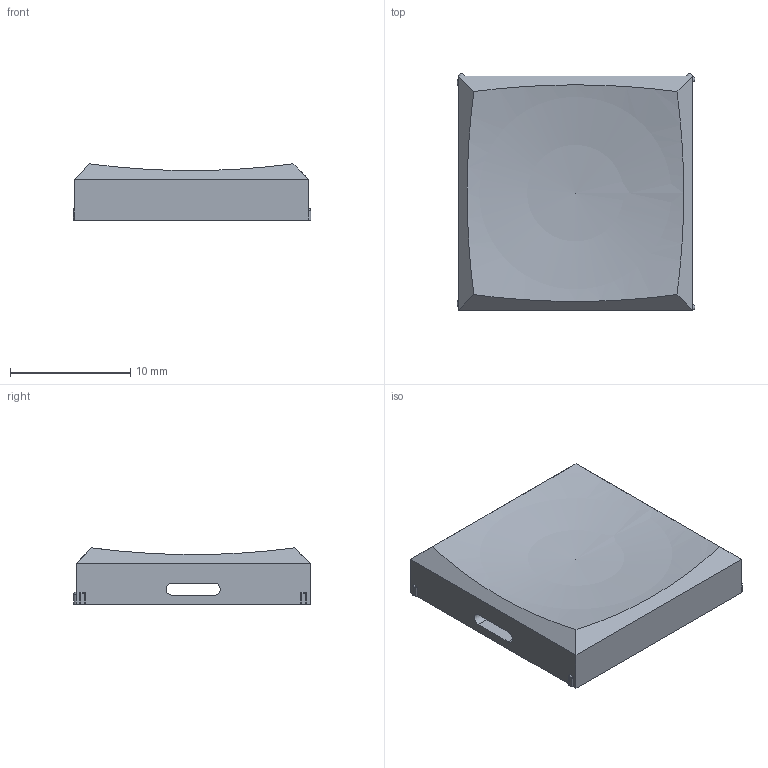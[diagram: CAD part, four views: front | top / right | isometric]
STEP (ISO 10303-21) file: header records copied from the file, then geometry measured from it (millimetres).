
FILE_DESCRIPTION(/* description */ (''),/* implementation_level */ '2;1');
FILE_NAME(/* name */ 'T25D_vereinfacht.stp',/* time_stamp */ '2019-04-11T08:26:18+02:00',/* author */ ('ahoffmann'),/* organization */ (''),/* preprocessor_version */ 'ST-DEVELOPER v16.1',/* originating_system */ 'Autodesk Inventor 2016',/* authorisation */ '');
FILE_SCHEMA (('AUTOMOTIVE_DESIGN { 1 0 10303 214 3 1 1 }'));
Length unit declared in the file: millimetre
Products named in the file (1): Tasterkappe M24.183.4E
Bounding box: 19.8 x 19.7 x 4.69 mm (x, y, z)
Volume: 762 mm3; surface area: 1229.5 mm2
Topology: 1 solids, 1 shells, 61 faces, 168 edges, 105 vertices
Faces by surface type: plane 28, cylinder 24, sphere 5, bspline 4
Entity records: 2011 total; most frequent: CARTESIAN_POINT 454, ORIENTED_EDGE 322, DIRECTION 321, EDGE_CURVE 161, AXIS2_PLACEMENT_3D 110, VERTEX_POINT 103, LINE 101, VECTOR 101
